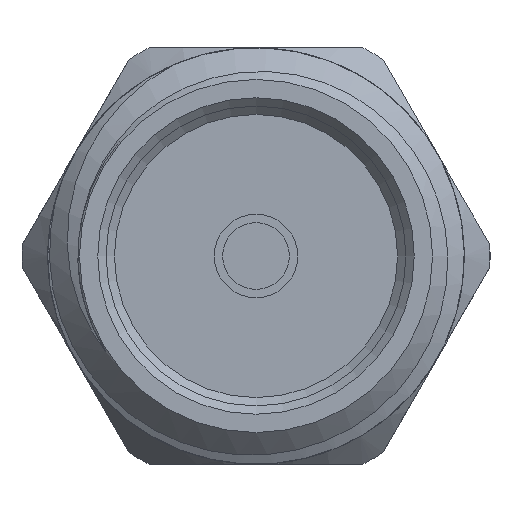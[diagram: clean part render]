
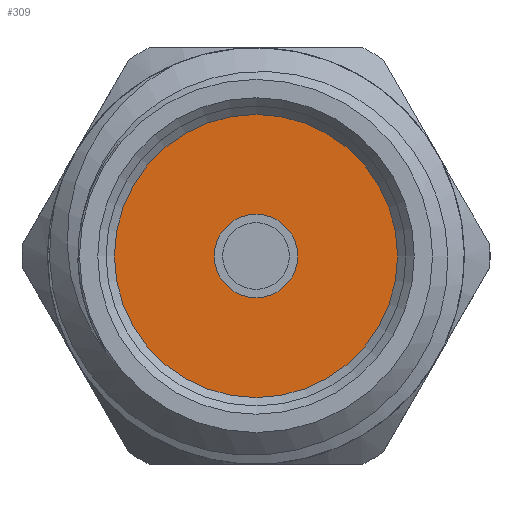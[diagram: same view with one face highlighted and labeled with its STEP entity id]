
A CAD part, left-side view. The second image highlights one B-rep face of the part: STEP entity #309.
In plain terms, the highlighted planar face has unit normal (-1, 0, 0).
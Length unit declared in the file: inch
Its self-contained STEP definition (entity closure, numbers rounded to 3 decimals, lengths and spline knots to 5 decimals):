
#77 = CIRCLE ( 'NONE', #1271, 0.085 ) ;
#157 = VERTEX_POINT ( 'NONE', #340 ) ;
#230 = CARTESIAN_POINT ( 'NONE',  ( 0.08, 0., 0. ) ) ;
#235 = DIRECTION ( 'NONE',  ( 0., -1., 0. ) ) ;
#255 = AXIS2_PLACEMENT_3D ( 'NONE', #1536, #1764, #235 ) ;
#269 = CARTESIAN_POINT ( 'NONE',  ( 0.08, 0., 0. ) ) ;
#309 = ADVANCED_FACE ( 'NONE', ( #1170, #2460 ), #1528, .T. ) ;
#340 = CARTESIAN_POINT ( 'NONE',  ( 0.08, -0.025, 0. ) ) ;
#428 = DIRECTION ( 'NONE',  ( 0., -1., 0. ) ) ;
#552 = VERTEX_POINT ( 'NONE', #904 ) ;
#809 = AXIS2_PLACEMENT_3D ( 'NONE', #269, #1603, #1578 ) ;
#892 = EDGE_LOOP ( 'NONE', ( #1143 ) ) ;
#904 = CARTESIAN_POINT ( 'NONE',  ( 0.08, -0.085, 0. ) ) ;
#1143 = ORIENTED_EDGE ( 'NONE', *, *, #1672, .F. ) ;
#1170 = FACE_BOUND ( 'NONE', #892, .T. ) ;
#1271 = AXIS2_PLACEMENT_3D ( 'NONE', #230, #1568, #428 ) ;
#1355 = CIRCLE ( 'NONE', #809, 0.025 ) ;
#1491 = EDGE_CURVE ( 'NONE', #552, #552, #77, .T. ) ;
#1528 = PLANE ( 'NONE',  #255 ) ;
#1536 = CARTESIAN_POINT ( 'NONE',  ( 0.08, 0., 0. ) ) ;
#1568 = DIRECTION ( 'NONE',  ( -1., 0., 0. ) ) ;
#1578 = DIRECTION ( 'NONE',  ( 0., -1., 0. ) ) ;
#1603 = DIRECTION ( 'NONE',  ( -1., 0., 0. ) ) ;
#1672 = EDGE_CURVE ( 'NONE', #157, #157, #1355, .T. ) ;
#1677 = ORIENTED_EDGE ( 'NONE', *, *, #1491, .T. ) ;
#1764 = DIRECTION ( 'NONE',  ( -1., 0., 0. ) ) ;
#2087 = EDGE_LOOP ( 'NONE', ( #1677 ) ) ;
#2460 = FACE_OUTER_BOUND ( 'NONE', #2087, .T. ) ;
